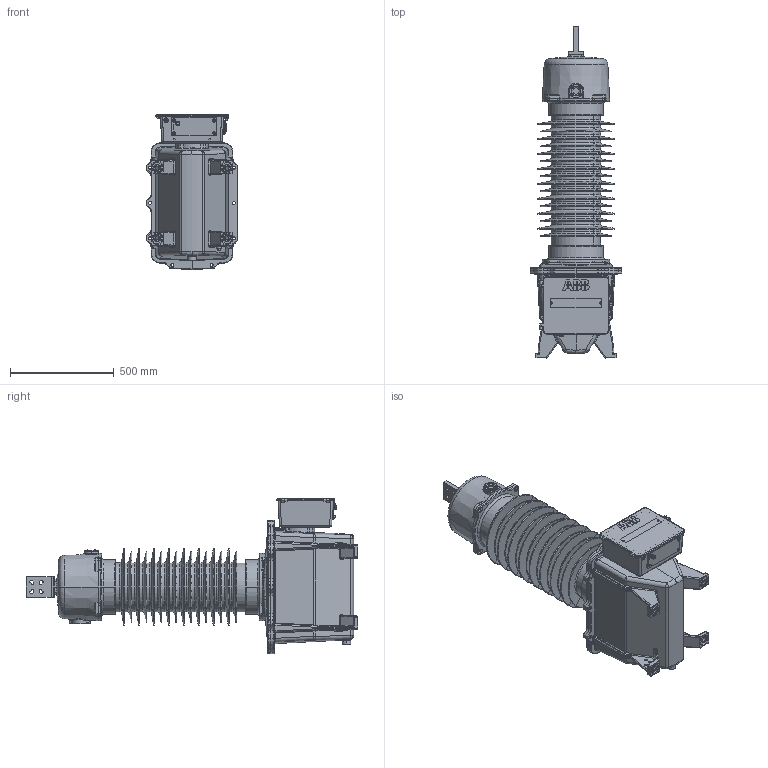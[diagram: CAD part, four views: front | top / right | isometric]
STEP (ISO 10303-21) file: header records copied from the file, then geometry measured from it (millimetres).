
FILE_DESCRIPTION((''),'2;1');
FILE_NAME('1HSE220062-914_SW0001','2016-11-02T',('sebjsjo1'),('ABB Technology Ltd.'),'PRO/ENGINEER BY PARAMETRIC TECHNOLOGY CORPORATION, 2015110','PRO/ENGINEER BY PARAMETRIC TECHNOLOGY CORPORATION, 2015110','');
FILE_SCHEMA(('CONFIG_CONTROL_DESIGN'));
Length unit declared in the file: millimetre
Products named in the file (1): 1HSE220062-914_SW0001
Bounding box: 441 x 1599 x 747.27 mm (x, y, z)
Surface area: 6301140 mm2 (no closed solid volume)
Topology: 0 solids, 124 shells, 2505 faces, 7459 edges, 4991 vertices
Faces by surface type: cylinder 938, plane 619, bspline 409, torus 280, cone 179, sphere 80
Entity records: 107631 total; most frequent: CARTESIAN_POINT 43748, DIRECTION 13139, ORIENTED_EDGE 12538, EDGE_CURVE 7439, AXIS2_PLACEMENT_3D 5102, VERTEX_POINT 4991, CIRCLE 3006, VECTOR 2935
